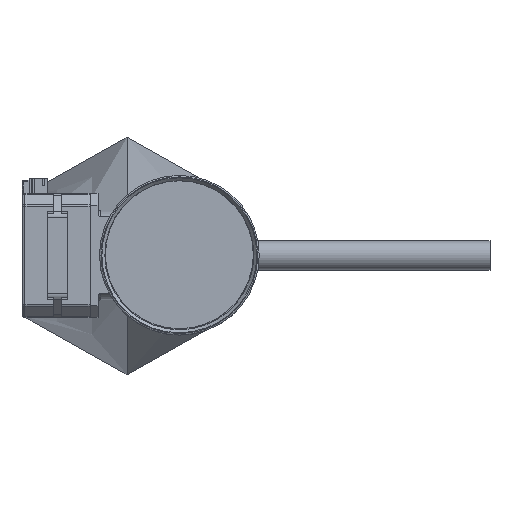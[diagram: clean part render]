
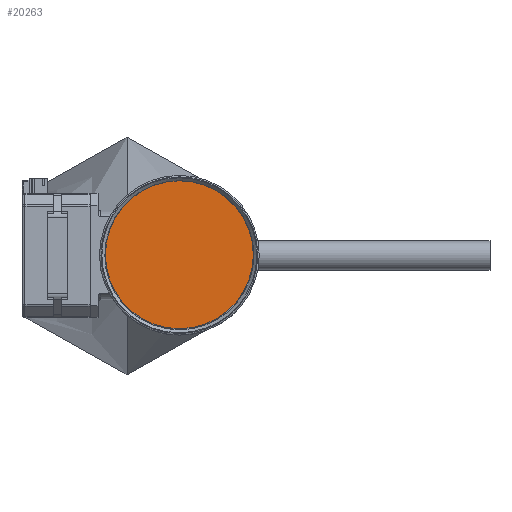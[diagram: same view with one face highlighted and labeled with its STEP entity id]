
A CAD part, top view. The second image highlights one B-rep face of the part: STEP entity #20263.
In plain terms, the highlighted planar face has unit normal (0, 0, 1).
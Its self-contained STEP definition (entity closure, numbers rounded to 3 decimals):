
#3034=FACE_OUTER_BOUND('',#4329,.T.);
#4329=EDGE_LOOP('',(#18629));
#4909=CIRCLE('',#21848,25.);
#9798=VERTEX_POINT('',#42455);
#12741=EDGE_CURVE('',#9798,#9798,#4909,.T.);
#18629=ORIENTED_EDGE('',*,*,#12741,.T.);
#19114=PLANE('',#21849);
#20263=ADVANCED_FACE('',(#3034),#19114,.T.);
#21848=AXIS2_PLACEMENT_3D('',#42456,#26126,#26127);
#21849=AXIS2_PLACEMENT_3D('',#42458,#26129,#26130);
#26126=DIRECTION('center_axis',(0.,0.,1.));
#26127=DIRECTION('ref_axis',(-1.,0.,0.));
#26129=DIRECTION('center_axis',(0.,0.,1.));
#26130=DIRECTION('ref_axis',(-1.,0.,0.));
#42455=CARTESIAN_POINT('',(50.,0.,133.));
#42456=CARTESIAN_POINT('Origin',(25.,0.,133.));
#42458=CARTESIAN_POINT('Origin',(25.,0.,133.));
